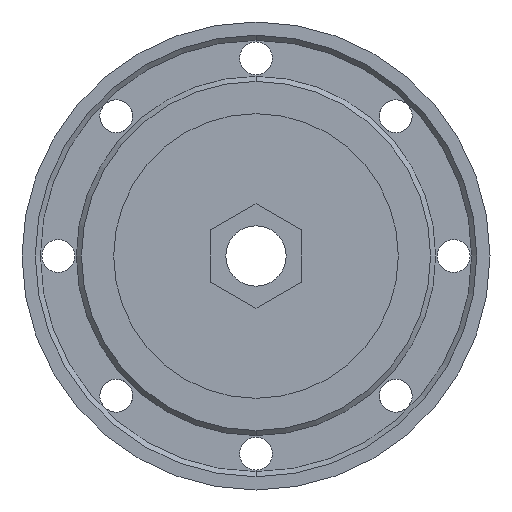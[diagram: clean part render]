
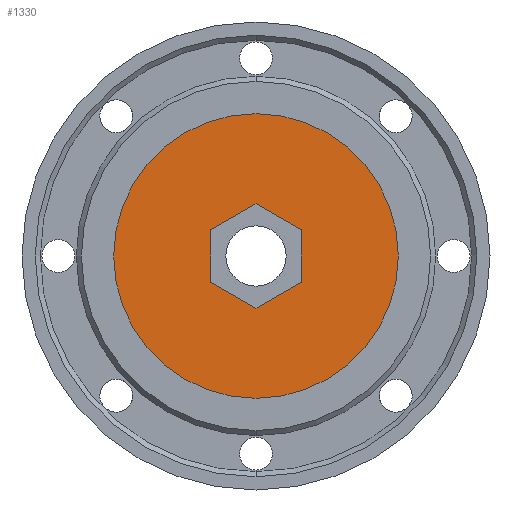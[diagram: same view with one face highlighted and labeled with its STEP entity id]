
A CAD part, front view. The second image highlights one B-rep face of the part: STEP entity #1330.
In plain terms, the highlighted planar face has unit normal (0, -1, 0).
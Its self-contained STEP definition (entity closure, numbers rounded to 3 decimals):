
#5 = LINE ( 'NONE', #1458, #206 ) ;
#75 = DIRECTION ( 'NONE',  ( 0., 0., -1. ) ) ;
#121 = EDGE_CURVE ( 'NONE', #243, #664, #5, .T. ) ;
#179 = CARTESIAN_POINT ( 'NONE',  ( -7.144, 5., 4.124 ) ) ;
#182 = EDGE_LOOP ( 'NONE', ( #1749, #1875, #792, #201, #1906, #1762 ) ) ;
#190 = VECTOR ( 'NONE', #680, 1000. ) ;
#197 = EDGE_LOOP ( 'NONE', ( #1885, #1313 ) ) ;
#201 = ORIENTED_EDGE ( 'NONE', *, *, #121, .F. ) ;
#203 = VECTOR ( 'NONE', #1752, 1000. ) ;
#206 = VECTOR ( 'NONE', #1581, 1000. ) ;
#209 = CARTESIAN_POINT ( 'NONE',  ( 7.144, 5., -4.124 ) ) ;
#215 = VECTOR ( 'NONE', #1552, 1000. ) ;
#240 = CARTESIAN_POINT ( 'NONE',  ( -7.144, 5., 4.124 ) ) ;
#243 = VERTEX_POINT ( 'NONE', #585 ) ;
#269 = DIRECTION ( 'NONE',  ( -0.866, 0., 0.5 ) ) ;
#339 = DIRECTION ( 'NONE',  ( 0., -1., 0. ) ) ;
#358 = AXIS2_PLACEMENT_3D ( 'NONE', #1106, #1539, #75 ) ;
#393 = CARTESIAN_POINT ( 'NONE',  ( 7.144, 5., 4.124 ) ) ;
#398 = DIRECTION ( 'NONE',  ( 0., -1., 0. ) ) ;
#418 = EDGE_CURVE ( 'NONE', #1746, #917, #1789, .T. ) ;
#506 = DIRECTION ( 'NONE',  ( 0., 0., -1. ) ) ;
#528 = VECTOR ( 'NONE', #269, 1000. ) ;
#546 = CARTESIAN_POINT ( 'NONE',  ( 0., 5., 8.249 ) ) ;
#560 = DIRECTION ( 'NONE',  ( 0., 0., -1. ) ) ;
#574 = EDGE_CURVE ( 'NONE', #664, #1037, #1129, .T. ) ;
#585 = CARTESIAN_POINT ( 'NONE',  ( -7.144, 5., -4.124 ) ) ;
#590 = FACE_BOUND ( 'NONE', #182, .T. ) ;
#629 = CARTESIAN_POINT ( 'NONE',  ( 7.144, 5., 4.124 ) ) ;
#643 = EDGE_CURVE ( 'NONE', #906, #1271, #1722, .T. ) ;
#664 = VERTEX_POINT ( 'NONE', #1592 ) ;
#665 = LINE ( 'NONE', #209, #215 ) ;
#680 = DIRECTION ( 'NONE',  ( 0.866, 0., 0.5 ) ) ;
#711 = CARTESIAN_POINT ( 'NONE',  ( 0., 5., 0. ) ) ;
#760 = EDGE_CURVE ( 'NONE', #937, #243, #1634, .T. ) ;
#792 = ORIENTED_EDGE ( 'NONE', *, *, #574, .F. ) ;
#832 = LINE ( 'NONE', #546, #203 ) ;
#882 = AXIS2_PLACEMENT_3D ( 'NONE', #1066, #339, #506 ) ;
#906 = VERTEX_POINT ( 'NONE', #629 ) ;
#917 = VERTEX_POINT ( 'NONE', #931 ) ;
#931 = CARTESIAN_POINT ( 'NONE',  ( 0., 5., 22.5 ) ) ;
#937 = VERTEX_POINT ( 'NONE', #240 ) ;
#988 = EDGE_CURVE ( 'NONE', #1271, #937, #832, .T. ) ;
#1037 = VERTEX_POINT ( 'NONE', #1275 ) ;
#1066 = CARTESIAN_POINT ( 'NONE',  ( 0., 5., 0. ) ) ;
#1106 = CARTESIAN_POINT ( 'NONE',  ( 0., 5., 0. ) ) ;
#1129 = LINE ( 'NONE', #1901, #190 ) ;
#1157 = VECTOR ( 'NONE', #1485, 1000. ) ;
#1270 = CARTESIAN_POINT ( 'NONE',  ( 0., 5., 8.249 ) ) ;
#1271 = VERTEX_POINT ( 'NONE', #1270 ) ;
#1275 = CARTESIAN_POINT ( 'NONE',  ( 7.144, 5., -4.124 ) ) ;
#1300 = EDGE_CURVE ( 'NONE', #917, #1746, #1810, .T. ) ;
#1313 = ORIENTED_EDGE ( 'NONE', *, *, #1300, .T. ) ;
#1330 = ADVANCED_FACE ( 'NONE', ( #590, #1728 ), #1747, .T. ) ;
#1454 = AXIS2_PLACEMENT_3D ( 'NONE', #711, #398, #560 ) ;
#1458 = CARTESIAN_POINT ( 'NONE',  ( -7.144, 5., -4.124 ) ) ;
#1485 = DIRECTION ( 'NONE',  ( 0., 0., -1. ) ) ;
#1539 = DIRECTION ( 'NONE',  ( 0., -1., 0. ) ) ;
#1552 = DIRECTION ( 'NONE',  ( 0., 0., 1. ) ) ;
#1581 = DIRECTION ( 'NONE',  ( 0.866, 0., -0.5 ) ) ;
#1592 = CARTESIAN_POINT ( 'NONE',  ( 0., 5., -8.249 ) ) ;
#1634 = LINE ( 'NONE', #179, #1157 ) ;
#1722 = LINE ( 'NONE', #393, #528 ) ;
#1728 = FACE_OUTER_BOUND ( 'NONE', #197, .T. ) ;
#1746 = VERTEX_POINT ( 'NONE', #1908 ) ;
#1747 = PLANE ( 'NONE',  #1454 ) ;
#1749 = ORIENTED_EDGE ( 'NONE', *, *, #643, .F. ) ;
#1752 = DIRECTION ( 'NONE',  ( -0.866, 0., -0.5 ) ) ;
#1762 = ORIENTED_EDGE ( 'NONE', *, *, #988, .F. ) ;
#1789 = CIRCLE ( 'NONE', #882, 22.5 ) ;
#1810 = CIRCLE ( 'NONE', #358, 22.5 ) ;
#1875 = ORIENTED_EDGE ( 'NONE', *, *, #1900, .F. ) ;
#1885 = ORIENTED_EDGE ( 'NONE', *, *, #418, .T. ) ;
#1900 = EDGE_CURVE ( 'NONE', #1037, #906, #665, .T. ) ;
#1901 = CARTESIAN_POINT ( 'NONE',  ( 0., 5., -8.249 ) ) ;
#1906 = ORIENTED_EDGE ( 'NONE', *, *, #760, .F. ) ;
#1908 = CARTESIAN_POINT ( 'NONE',  ( 0., 5., -22.5 ) ) ;
